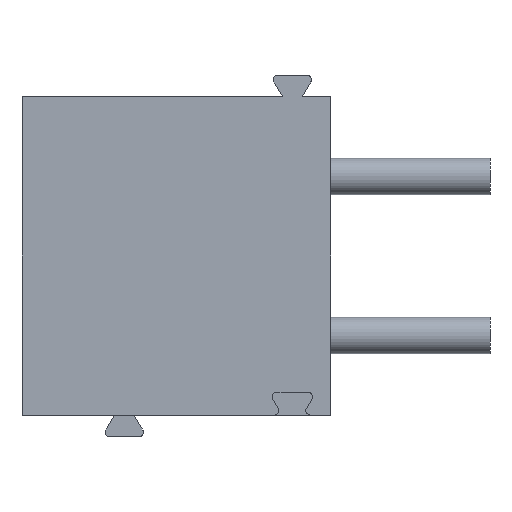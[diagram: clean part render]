
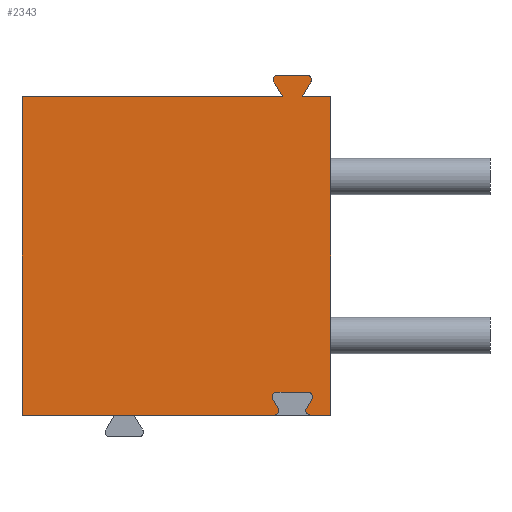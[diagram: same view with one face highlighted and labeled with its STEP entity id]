
A CAD part, front view. The second image highlights one B-rep face of the part: STEP entity #2343.
In plain terms, the highlighted planar face has unit normal (0, -1, 0).
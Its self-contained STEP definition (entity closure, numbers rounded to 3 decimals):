
#38=DIRECTION('',(1.,0.,0.));
#39=VECTOR('',#38,0.634);
#40=CARTESIAN_POINT('',(2.766,-4.2,5.25));
#41=LINE('',#40,#39);
#54=DIRECTION('',(1.,0.,0.));
#55=VECTOR('',#54,5.736);
#56=CARTESIAN_POINT('',(-3.4,-4.2,5.25));
#57=LINE('',#56,#55);
#285=CARTESIAN_POINT('',(2.948,-4.2,-1.65));
#286=DIRECTION('',(0.,-1.,0.));
#287=DIRECTION('',(-0.866,0.,0.5));
#288=AXIS2_PLACEMENT_3D('',#285,#286,#287);
#290=DIRECTION('',(0.5,0.,0.866));
#291=VECTOR('',#290,0.231);
#292=CARTESIAN_POINT('',(2.862,-4.2,-1.6));
#293=LINE('',#292,#291);
#294=CARTESIAN_POINT('',(2.89,-4.2,-1.35));
#295=DIRECTION('',(0.,-1.,0.));
#296=DIRECTION('',(0.866,0.,-0.5));
#297=AXIS2_PLACEMENT_3D('',#294,#295,#296);
#299=DIRECTION('',(-1.,0.,0.));
#300=VECTOR('',#299,0.681);
#301=CARTESIAN_POINT('',(2.89,-4.2,-1.25));
#302=LINE('',#301,#300);
#303=CARTESIAN_POINT('',(2.21,-4.2,-1.35));
#304=DIRECTION('',(0.,-1.,0.));
#305=DIRECTION('',(0.,0.,1.));
#306=AXIS2_PLACEMENT_3D('',#303,#304,#305);
#308=DIRECTION('',(0.5,0.,-0.866));
#309=VECTOR('',#308,0.231);
#310=CARTESIAN_POINT('',(2.123,-4.2,-1.4));
#311=LINE('',#310,#309);
#312=CARTESIAN_POINT('',(2.152,-4.2,-1.65));
#313=DIRECTION('',(0.,-1.,0.));
#314=DIRECTION('',(0.,0.,-1.));
#315=AXIS2_PLACEMENT_3D('',#312,#313,#314);
#317=DIRECTION('',(0.,0.,-1.));
#318=VECTOR('',#317,7.);
#319=CARTESIAN_POINT('',(-3.4,-4.2,5.25));
#320=LINE('',#319,#318);
#321=DIRECTION('',(0.504,0.,-0.864));
#322=VECTOR('',#321,0.382);
#323=CARTESIAN_POINT('',(2.144,-4.2,5.58));
#324=LINE('',#323,#322);
#325=CARTESIAN_POINT('',(2.23,-4.2,5.63));
#326=DIRECTION('',(0.,-1.,0.));
#327=DIRECTION('',(0.,0.,1.));
#328=AXIS2_PLACEMENT_3D('',#325,#326,#327);
#330=DIRECTION('',(-1.,0.,0.));
#331=VECTOR('',#330,0.64);
#332=CARTESIAN_POINT('',(2.87,-4.2,5.73));
#333=LINE('',#332,#331);
#334=CARTESIAN_POINT('',(2.87,-4.2,5.63));
#335=DIRECTION('',(0.,-1.,0.));
#336=DIRECTION('',(0.866,0.,-0.5));
#337=AXIS2_PLACEMENT_3D('',#334,#335,#336);
#339=DIRECTION('',(0.5,0.,0.866));
#340=VECTOR('',#339,0.381);
#341=CARTESIAN_POINT('',(2.766,-4.2,5.25));
#342=LINE('',#341,#340);
#351=DIRECTION('',(1.,0.,0.));
#352=VECTOR('',#351,0.452);
#353=CARTESIAN_POINT('',(2.948,-4.2,-1.75));
#354=LINE('',#353,#352);
#401=DIRECTION('',(1.,0.,0.));
#402=VECTOR('',#401,5.552);
#403=CARTESIAN_POINT('',(-3.4,-4.2,-1.75));
#404=LINE('',#403,#402);
#465=DIRECTION('',(0.,0.,-1.));
#466=VECTOR('',#465,7.);
#467=CARTESIAN_POINT('',(3.4,-4.2,5.25));
#468=LINE('',#467,#466);
#1571=CARTESIAN_POINT('',(-3.4,-4.2,5.25));
#1572=VERTEX_POINT('',#1571);
#1573=CARTESIAN_POINT('',(3.4,-4.2,5.25));
#1575=VERTEX_POINT('',#1573);
#1587=CARTESIAN_POINT('',(-3.4,-4.2,-1.75));
#1588=VERTEX_POINT('',#1587);
#1589=CARTESIAN_POINT('',(3.4,-4.2,-1.75));
#1591=VERTEX_POINT('',#1589);
#1625=CARTESIAN_POINT('',(2.336,-4.2,5.25));
#1626=VERTEX_POINT('',#1625);
#1627=CARTESIAN_POINT('',(2.766,-4.2,5.25));
#1628=VERTEX_POINT('',#1627);
#1629=CARTESIAN_POINT('',(2.23,-4.2,5.73));
#1630=CARTESIAN_POINT('',(2.144,-4.2,5.58));
#1631=VERTEX_POINT('',#1629);
#1632=VERTEX_POINT('',#1630);
#1633=CARTESIAN_POINT('',(2.957,-4.2,5.58));
#1634=CARTESIAN_POINT('',(2.87,-4.2,5.73));
#1635=VERTEX_POINT('',#1633);
#1636=VERTEX_POINT('',#1634);
#1661=CARTESIAN_POINT('',(2.948,-4.2,-1.75));
#1662=VERTEX_POINT('',#1661);
#1663=CARTESIAN_POINT('',(2.152,-4.2,-1.75));
#1664=VERTEX_POINT('',#1663);
#1665=CARTESIAN_POINT('',(2.862,-4.2,-1.6));
#1666=VERTEX_POINT('',#1665);
#1667=CARTESIAN_POINT('',(2.977,-4.2,-1.4));
#1668=VERTEX_POINT('',#1667);
#1669=CARTESIAN_POINT('',(2.89,-4.2,-1.25));
#1670=VERTEX_POINT('',#1669);
#1671=CARTESIAN_POINT('',(2.21,-4.2,-1.25));
#1672=VERTEX_POINT('',#1671);
#1673=CARTESIAN_POINT('',(2.123,-4.2,-1.4));
#1674=VERTEX_POINT('',#1673);
#1675=CARTESIAN_POINT('',(2.238,-4.2,-1.6));
#1676=VERTEX_POINT('',#1675);
#2303=CARTESIAN_POINT('',(-3.4,-4.2,5.25));
#2304=DIRECTION('',(0.,-1.,0.));
#2305=DIRECTION('',(1.,0.,0.));
#2306=AXIS2_PLACEMENT_3D('',#2303,#2304,#2305);
#2307=PLANE('',#2306);
#2309=ORIENTED_EDGE('',*,*,#2308,.F.);
#2311=ORIENTED_EDGE('',*,*,#2310,.T.);
#2313=ORIENTED_EDGE('',*,*,#2312,.T.);
#2315=ORIENTED_EDGE('',*,*,#2314,.T.);
#2317=ORIENTED_EDGE('',*,*,#2316,.T.);
#2319=ORIENTED_EDGE('',*,*,#2318,.T.);
#2321=ORIENTED_EDGE('',*,*,#2320,.F.);
#2323=ORIENTED_EDGE('',*,*,#2322,.F.);
#2324=ORIENTED_EDGE('',*,*,#2285,.F.);
#2325=ORIENTED_EDGE('',*,*,#2012,.T.);
#2327=ORIENTED_EDGE('',*,*,#2326,.F.);
#2329=ORIENTED_EDGE('',*,*,#2328,.F.);
#2331=ORIENTED_EDGE('',*,*,#2330,.F.);
#2333=ORIENTED_EDGE('',*,*,#2332,.F.);
#2335=ORIENTED_EDGE('',*,*,#2334,.F.);
#2336=ORIENTED_EDGE('',*,*,#2004,.T.);
#2338=ORIENTED_EDGE('',*,*,#2337,.T.);
#2340=ORIENTED_EDGE('',*,*,#2339,.F.);
#2341=EDGE_LOOP('',(#2309,#2311,#2313,#2315,#2317,#2319,#2321,#2323,#2324,#2325,
#2327,#2329,#2331,#2333,#2335,#2336,#2338,#2340));
#2342=FACE_OUTER_BOUND('',#2341,.F.);
#289=CIRCLE('',#288,0.1);
#298=CIRCLE('',#297,0.1);
#307=CIRCLE('',#306,0.1);
#316=CIRCLE('',#315,0.1);
#329=CIRCLE('',#328,0.1);
#338=CIRCLE('',#337,0.1);
#2004=EDGE_CURVE('',#1628,#1575,#41,.T.);
#2012=EDGE_CURVE('',#1572,#1626,#57,.T.);
#2285=EDGE_CURVE('',#1572,#1588,#320,.T.);
#2308=EDGE_CURVE('',#1666,#1662,#289,.T.);
#2310=EDGE_CURVE('',#1666,#1668,#293,.T.);
#2312=EDGE_CURVE('',#1668,#1670,#298,.T.);
#2314=EDGE_CURVE('',#1670,#1672,#302,.T.);
#2316=EDGE_CURVE('',#1672,#1674,#307,.T.);
#2318=EDGE_CURVE('',#1674,#1676,#311,.T.);
#2320=EDGE_CURVE('',#1664,#1676,#316,.T.);
#2322=EDGE_CURVE('',#1588,#1664,#404,.T.);
#2326=EDGE_CURVE('',#1632,#1626,#324,.T.);
#2328=EDGE_CURVE('',#1631,#1632,#329,.T.);
#2330=EDGE_CURVE('',#1636,#1631,#333,.T.);
#2332=EDGE_CURVE('',#1635,#1636,#338,.T.);
#2334=EDGE_CURVE('',#1628,#1635,#342,.T.);
#2337=EDGE_CURVE('',#1575,#1591,#468,.T.);
#2339=EDGE_CURVE('',#1662,#1591,#354,.T.);
#2343=ADVANCED_FACE('',(#2342),#2307,.T.);
